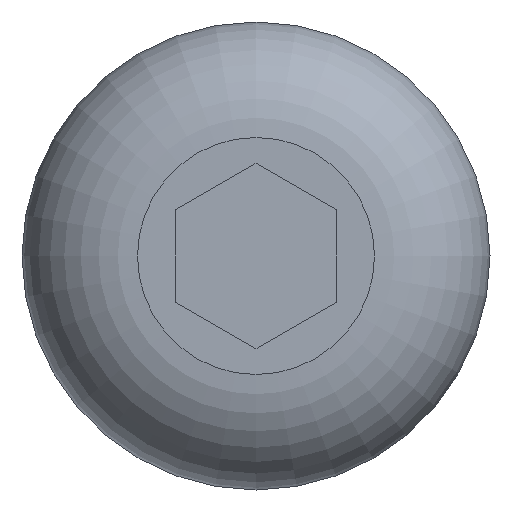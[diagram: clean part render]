
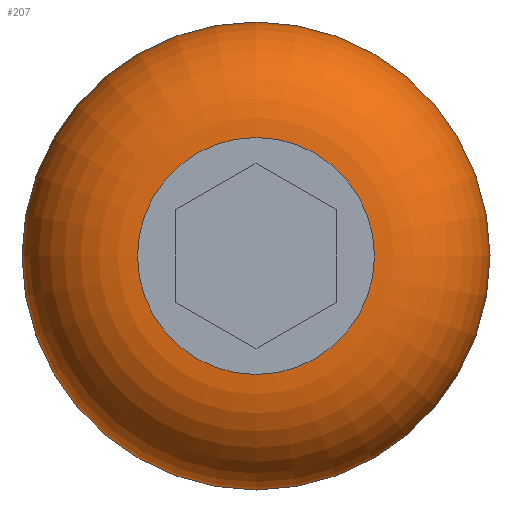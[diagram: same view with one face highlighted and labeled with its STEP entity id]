
A CAD part, left-side view. The second image highlights one B-rep face of the part: STEP entity #207.
In plain terms, the highlighted toroidal (fillet/blend) face has major radius 3.518 mm and minor radius 3.429 mm.
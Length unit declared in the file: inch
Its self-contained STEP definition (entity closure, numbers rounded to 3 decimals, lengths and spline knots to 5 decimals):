
#23=TOROIDAL_SURFACE('',#235,0.1385,0.135);
#67=ORIENTED_EDGE('',*,*,#108,.T.);
#68=ORIENTED_EDGE('',*,*,#115,.F.);
#108=EDGE_CURVE('',#132,#132,#150,.T.);
#115=EDGE_CURVE('',#139,#139,#151,.T.);
#132=VERTEX_POINT('',#316);
#139=VERTEX_POINT('',#331);
#150=CIRCLE('',#234,0.1385);
#151=CIRCLE('',#236,0.2735);
#158=EDGE_LOOP('',(#67));
#159=EDGE_LOOP('',(#68));
#178=FACE_BOUND('',#158,.T.);
#179=FACE_BOUND('',#159,.T.);
#207=ADVANCED_FACE('',(#178,#179),#23,.T.);
#234=AXIS2_PLACEMENT_3D('',#315,#257,#258);
#235=AXIS2_PLACEMENT_3D('',#329,#265,#266);
#236=AXIS2_PLACEMENT_3D('',#330,#267,#268);
#257=DIRECTION('',(1.,0.,0.));
#258=DIRECTION('',(0.,0.,-1.));
#265=DIRECTION('',(1.,0.,0.));
#266=DIRECTION('',(0.,0.,-1.));
#267=DIRECTION('',(1.,0.,0.));
#268=DIRECTION('',(0.,0.,-1.));
#315=CARTESIAN_POINT('',(-0.166,0.,0.));
#316=CARTESIAN_POINT('',(-0.166,0.,-0.1385));
#329=CARTESIAN_POINT('',(-0.031,0.,0.));
#330=CARTESIAN_POINT('',(-0.031,0.,0.));
#331=CARTESIAN_POINT('',(-0.031,0.,-0.2735));
